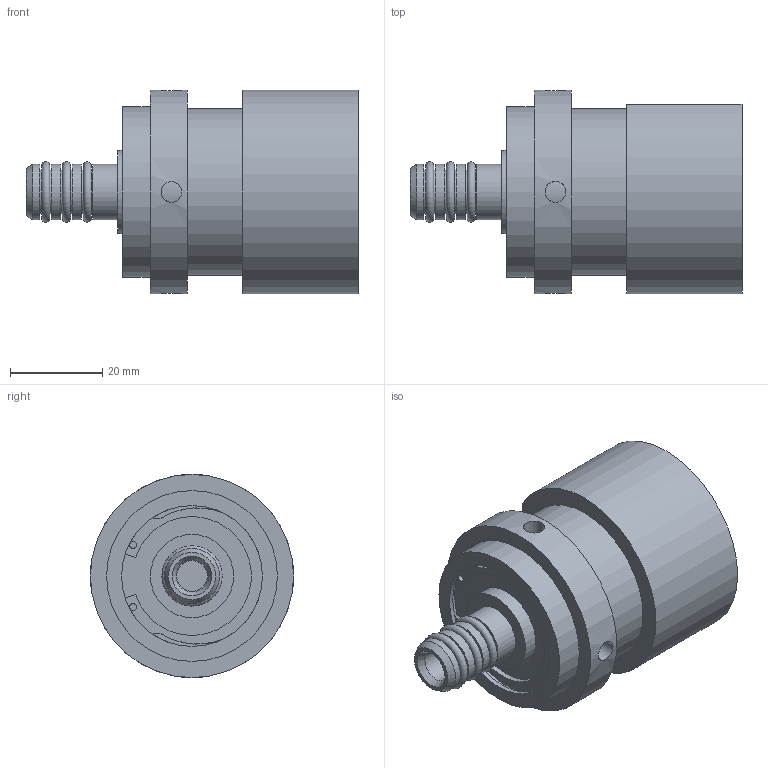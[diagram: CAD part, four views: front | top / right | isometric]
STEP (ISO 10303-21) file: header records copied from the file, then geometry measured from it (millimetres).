
FILE_DESCRIPTION(/* description */ (''),/* implementation_level */ '2;1');
FILE_NAME(/* name */ '1117-706-IC.stp',/* time_stamp */ '2020-05-14T14:08:29-05:00',/* author */ ('moorera'),/* organization */ (''),/* preprocessor_version */ 'ST-DEVELOPER v18.1',/* originating_system */ 'Autodesk Inventor 2020',/* authorisation */ '');
FILE_SCHEMA (('AUTOMOTIVE_DESIGN { 1 0 10303 214 3 1 1 }'));
Length unit declared in the file: millimetre
Products named in the file (1): 1117-706-IC
Bounding box: 71.9 x 44 x 44 mm (x, y, z)
Volume: 65741 mm3; surface area: 14471.8 mm2
Topology: 4 solids, 4 shells, 301 faces, 785 edges, 532 vertices
Faces by surface type: plane 161, bspline 98, cylinder 37, torus 3, cone 2
Full cylindrical faces by diameter (mm): 1.5 x2, 4.5 x4, 6.647 x1, 6.8 x1, 9.5 x3, 11.984 x4, 14.95 x1, 18 x1, 30.5 x1, 36 x1, 36.991 x1, 44 x1
Entity records: 10488 total; most frequent: CARTESIAN_POINT 3417, ORIENTED_EDGE 1570, DIRECTION 1138, EDGE_CURVE 785, VERTEX_POINT 532, LINE 468, VECTOR 468, EDGE_LOOP 347
